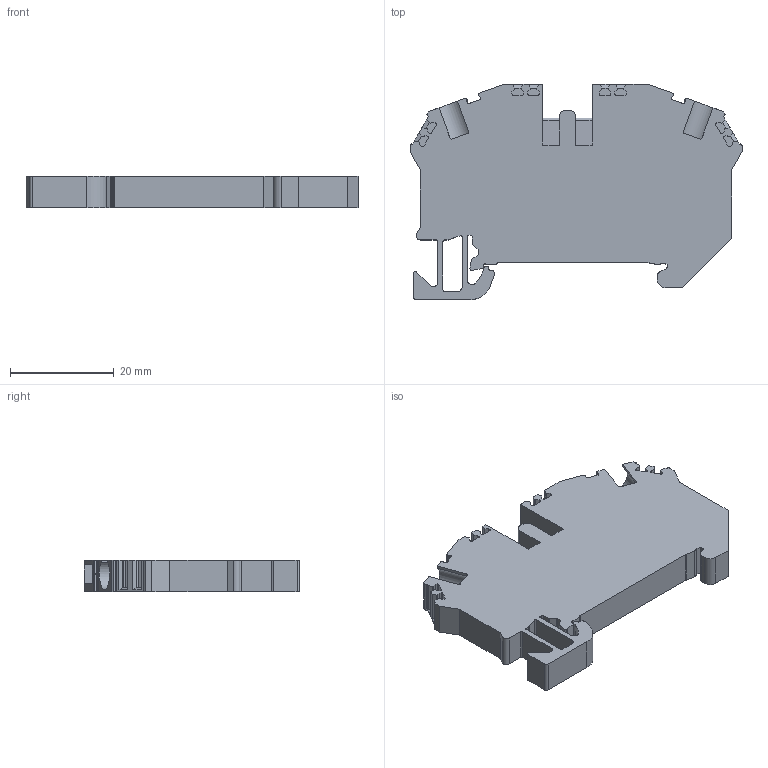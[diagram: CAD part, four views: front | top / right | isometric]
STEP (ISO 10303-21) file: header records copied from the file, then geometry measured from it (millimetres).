
FILE_DESCRIPTION(/* description */ (''),/* implementation_level */ '2;1');
FILE_NAME(/* name */ '3515_ZRK4_2A_iso.stp',/* time_stamp */ '2011-08-02T13:16:16+02:00',/* author */ (''),/* organization */ (''),/* preprocessor_version */ 'ST-DEVELOPER v11',/* originating_system */ 'SIEMENS UGS NX 6.0',/* authorisation */ '');
FILE_SCHEMA (('CONFIG_CONTROL_DESIGN'));
Length unit declared in the file: millimetre
Products named in the file (1): 3515_ZRK4_2A_iso
Bounding box: 64 x 41.5 x 6.1 mm (x, y, z)
Volume: 11039.9 mm3; surface area: 6326.8 mm2
Topology: 1 solids, 1 shells, 332 faces, 956 edges, 630 vertices
Faces by surface type: plane 231, cylinder 97, torus 4
Full cylindrical faces by diameter (mm): 2.4 x2
Entity records: 11373 total; most frequent: CARTESIAN_POINT 2438, ORIENTED_EDGE 1906, DIRECTION 1793, EDGE_CURVE 953, LINE 735, VECTOR 735, VERTEX_POINT 630, AXIS2_PLACEMENT_3D 529
